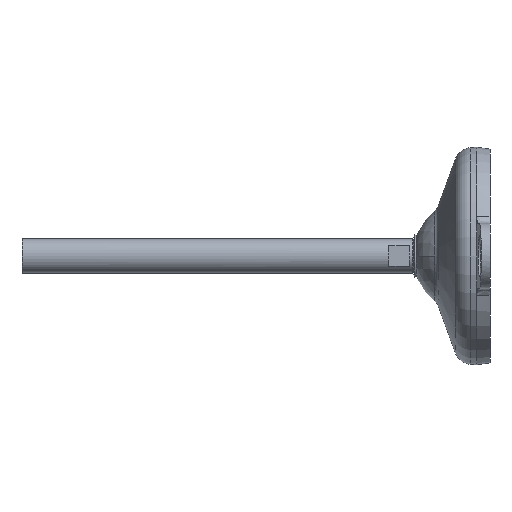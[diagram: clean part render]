
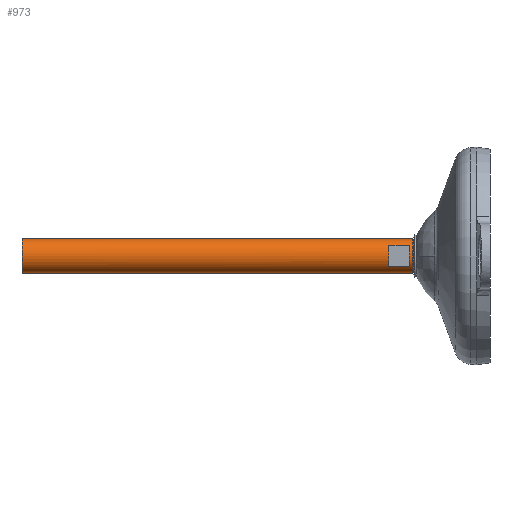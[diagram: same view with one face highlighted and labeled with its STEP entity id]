
A CAD part, left-side view. The second image highlights one B-rep face of the part: STEP entity #973.
In plain terms, the highlighted cylindrical face has radius 8 mm (diameter 16 mm), a partial arc.
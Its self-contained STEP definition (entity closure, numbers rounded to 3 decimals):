
#2 = VERTEX_POINT ( 'NONE', #58 ) ;
#3 = FACE_OUTER_BOUND ( 'NONE', #439, .T. ) ;
#21 = CIRCLE ( 'NONE', #1005, 8. ) ;
#48 = VERTEX_POINT ( 'NONE', #373 ) ;
#56 = CIRCLE ( 'NONE', #1171, 8. ) ;
#58 = CARTESIAN_POINT ( 'NONE',  ( -6.5, 37., 4.664 ) ) ;
#74 = EDGE_CURVE ( 'NONE', #718, #2, #507, .T. ) ;
#109 = VECTOR ( 'NONE', #689, 1000. ) ;
#129 = DIRECTION ( 'NONE',  ( 0., -1., 0. ) ) ;
#140 = DIRECTION ( 'NONE',  ( 0., 0., -1. ) ) ;
#149 = DIRECTION ( 'NONE',  ( 0., 1., 0. ) ) ;
#199 = EDGE_CURVE ( 'NONE', #1178, #359, #1145, .T. ) ;
#255 = CARTESIAN_POINT ( 'NONE',  ( 0., 0., 8. ) ) ;
#272 = LINE ( 'NONE', #255, #109 ) ;
#285 = DIRECTION ( 'NONE',  ( 0., 1., 0. ) ) ;
#313 = DIRECTION ( 'NONE',  ( 0., -1., 0. ) ) ;
#332 = ORIENTED_EDGE ( 'NONE', *, *, #1625, .T. ) ;
#359 = VERTEX_POINT ( 'NONE', #1656 ) ;
#368 = CARTESIAN_POINT ( 'NONE',  ( 0., 37., 0. ) ) ;
#369 = ORIENTED_EDGE ( 'NONE', *, *, #387, .T. ) ;
#373 = CARTESIAN_POINT ( 'NONE',  ( 0., 35.5, -8. ) ) ;
#377 = EDGE_LOOP ( 'NONE', ( #1040, #484, #700, #332 ) ) ;
#387 = EDGE_CURVE ( 'NONE', #359, #48, #707, .T. ) ;
#417 = CYLINDRICAL_SURFACE ( 'NONE', #727, 8. ) ;
#439 = EDGE_LOOP ( 'NONE', ( #514, #1106, #369, #1204 ) ) ;
#458 = EDGE_CURVE ( 'NONE', #940, #1486, #805, .T. ) ;
#484 = ORIENTED_EDGE ( 'NONE', *, *, #512, .T. ) ;
#507 = LINE ( 'NONE', #1526, #864 ) ;
#512 = EDGE_CURVE ( 'NONE', #1486, #718, #56, .T. ) ;
#514 = ORIENTED_EDGE ( 'NONE', *, *, #517, .F. ) ;
#517 = EDGE_CURVE ( 'NONE', #1178, #598, #272, .T. ) ;
#520 = CARTESIAN_POINT ( 'NONE',  ( 0., 35.5, 8. ) ) ;
#547 = FACE_BOUND ( 'NONE', #377, .T. ) ;
#579 = CARTESIAN_POINT ( 'NONE',  ( -6.5, 46.5, 4.664 ) ) ;
#598 = VERTEX_POINT ( 'NONE', #520 ) ;
#654 = CARTESIAN_POINT ( 'NONE',  ( 0., 215., 0. ) ) ;
#689 = DIRECTION ( 'NONE',  ( 0., -1., 0. ) ) ;
#700 = ORIENTED_EDGE ( 'NONE', *, *, #74, .T. ) ;
#707 = LINE ( 'NONE', #1503, #1619 ) ;
#718 = VERTEX_POINT ( 'NONE', #579 ) ;
#727 = AXIS2_PLACEMENT_3D ( 'NONE', #1298, #129, #943 ) ;
#741 = CARTESIAN_POINT ( 'NONE',  ( 0., 215., 8. ) ) ;
#805 = LINE ( 'NONE', #1202, #949 ) ;
#854 = CARTESIAN_POINT ( 'NONE',  ( -6.5, 46.5, -4.664 ) ) ;
#860 = DIRECTION ( 'NONE',  ( 0., -1., 0. ) ) ;
#864 = VECTOR ( 'NONE', #860, 1000. ) ;
#928 = CARTESIAN_POINT ( 'NONE',  ( -6.5, 37., -4.664 ) ) ;
#930 = DIRECTION ( 'NONE',  ( 0., 0., 1. ) ) ;
#932 = DIRECTION ( 'NONE',  ( 0., 0., -1. ) ) ;
#940 = VERTEX_POINT ( 'NONE', #928 ) ;
#943 = DIRECTION ( 'NONE',  ( 0., 0., -1. ) ) ;
#949 = VECTOR ( 'NONE', #285, 1000. ) ;
#973 = ADVANCED_FACE ( 'NONE', ( #3, #547 ), #417, .T. ) ;
#1005 = AXIS2_PLACEMENT_3D ( 'NONE', #1548, #1403, #1125 ) ;
#1034 = AXIS2_PLACEMENT_3D ( 'NONE', #654, #1199, #140 ) ;
#1040 = ORIENTED_EDGE ( 'NONE', *, *, #458, .T. ) ;
#1042 = CARTESIAN_POINT ( 'NONE',  ( 0., 46.5, 0. ) ) ;
#1106 = ORIENTED_EDGE ( 'NONE', *, *, #199, .T. ) ;
#1125 = DIRECTION ( 'NONE',  ( 0., 0., -1. ) ) ;
#1145 = CIRCLE ( 'NONE', #1034, 8. ) ;
#1170 = AXIS2_PLACEMENT_3D ( 'NONE', #368, #1432, #932 ) ;
#1171 = AXIS2_PLACEMENT_3D ( 'NONE', #1042, #149, #930 ) ;
#1178 = VERTEX_POINT ( 'NONE', #741 ) ;
#1199 = DIRECTION ( 'NONE',  ( 0., -1., 0. ) ) ;
#1202 = CARTESIAN_POINT ( 'NONE',  ( -6.5, 0., -4.664 ) ) ;
#1204 = ORIENTED_EDGE ( 'NONE', *, *, #1487, .F. ) ;
#1298 = CARTESIAN_POINT ( 'NONE',  ( 0., 0., 0. ) ) ;
#1403 = DIRECTION ( 'NONE',  ( 0., -1., 0. ) ) ;
#1432 = DIRECTION ( 'NONE',  ( 0., -1., 0. ) ) ;
#1486 = VERTEX_POINT ( 'NONE', #854 ) ;
#1487 = EDGE_CURVE ( 'NONE', #598, #48, #21, .T. ) ;
#1503 = CARTESIAN_POINT ( 'NONE',  ( 0., 0., -8. ) ) ;
#1526 = CARTESIAN_POINT ( 'NONE',  ( -6.5, 0., 4.664 ) ) ;
#1548 = CARTESIAN_POINT ( 'NONE',  ( 0., 35.5, 0. ) ) ;
#1619 = VECTOR ( 'NONE', #313, 1000. ) ;
#1625 = EDGE_CURVE ( 'NONE', #2, #940, #1729, .T. ) ;
#1656 = CARTESIAN_POINT ( 'NONE',  ( 0., 215., -8. ) ) ;
#1729 = CIRCLE ( 'NONE', #1170, 8. ) ;
